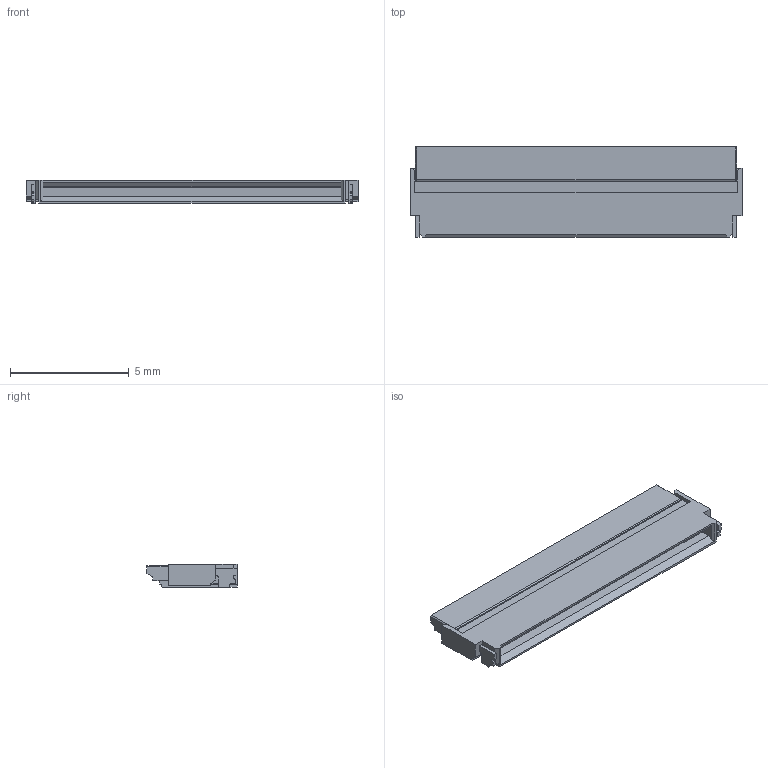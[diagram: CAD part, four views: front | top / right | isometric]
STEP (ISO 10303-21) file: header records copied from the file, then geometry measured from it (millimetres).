
FILE_DESCRIPTION(('CoCreate Modeling STEP Export'),'2;1');
FILE_NAME('FH34SRJ-24S-0.5SH.stp','2013-05-09T13:31:48',(''),(''),'CoCreate Modeling STEP processor for AP214 (Solid Model)','CoCreate Modeling 17.0 01-Apr-2010 (C) Parametric Technology GmbH','');
FILE_SCHEMA(('AUTOMOTIVE_DESIGN { 1 0 10303 214 1 1 1 1 }'));
Length unit declared in the file: millimetre
Products named in the file (1): FH34SRJ-24S-0.5SH
Bounding box: 14 x 3.8 x 1 mm (x, y, z)
Volume: 36.9 mm3; surface area: 175.6 mm2
Topology: 1 solids, 1 shells, 481 faces, 1371 edges, 894 vertices
Faces by surface type: plane 422, cylinder 59
Entity records: 15387 total; most frequent: CARTESIAN_POINT 2742, ORIENTED_EDGE 2742, DIRECTION 2446, EDGE_CURVE 1371, VECTOR 1250, LINE 1250, VERTEX_POINT 894, AXIS2_PLACEMENT_3D 598
